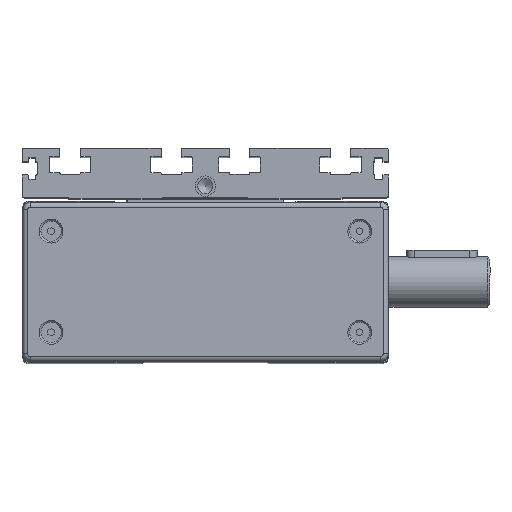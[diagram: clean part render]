
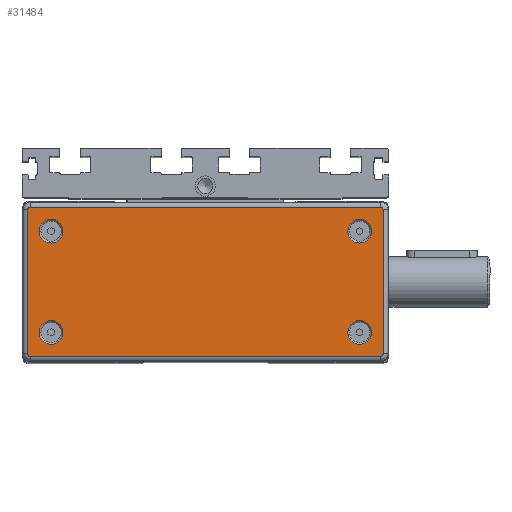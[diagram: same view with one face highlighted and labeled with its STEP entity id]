
A CAD part, top view. The second image highlights one B-rep face of the part: STEP entity #31484.
In plain terms, the highlighted planar face has unit normal (0, 0, 1).
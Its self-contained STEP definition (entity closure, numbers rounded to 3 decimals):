
#30750=CARTESIAN_POINT('',(462.51,-173.754,-67.607));
#30751=VERTEX_POINT('',#30750);
#30752=CARTESIAN_POINT('',(457.81,-173.754,-67.607));
#30753=DIRECTION('',(0.,0.,-1.0));
#30754=DIRECTION('',(1.0,0.,0.));
#30755=AXIS2_PLACEMENT_3D('',#30752,#30753,#30754);
#30756=CIRCLE('',#30755,4.7);
#30757=EDGE_CURVE('',#30751,#30751,#30756,.T.);
#30798=CARTESIAN_POINT('',(462.51,-213.754,-67.607));
#30799=VERTEX_POINT('',#30798);
#30800=CARTESIAN_POINT('',(457.81,-213.754,-67.607));
#30801=DIRECTION('',(0.,0.,-1.0));
#30802=DIRECTION('',(1.0,0.,0.));
#30803=AXIS2_PLACEMENT_3D('',#30800,#30801,#30802);
#30804=CIRCLE('',#30803,4.7);
#30805=EDGE_CURVE('',#30799,#30799,#30804,.T.);
#30846=CARTESIAN_POINT('',(340.51,-213.754,-67.607));
#30847=VERTEX_POINT('',#30846);
#30848=CARTESIAN_POINT('',(335.81,-213.754,-67.607));
#30849=DIRECTION('',(0.,0.,-1.0));
#30850=DIRECTION('',(1.0,0.,0.));
#30851=AXIS2_PLACEMENT_3D('',#30848,#30849,#30850);
#30852=CIRCLE('',#30851,4.7);
#30853=EDGE_CURVE('',#30847,#30847,#30852,.T.);
#30894=CARTESIAN_POINT('',(340.51,-173.754,-67.607));
#30895=VERTEX_POINT('',#30894);
#30896=CARTESIAN_POINT('',(335.81,-173.754,-67.607));
#30897=DIRECTION('',(0.,0.,-1.0));
#30898=DIRECTION('',(1.0,0.,0.));
#30899=AXIS2_PLACEMENT_3D('',#30896,#30897,#30898);
#30900=CIRCLE('',#30899,4.7);
#30901=EDGE_CURVE('',#30895,#30895,#30900,.T.);
#30992=CARTESIAN_POINT('',(466.06,-164.254,-67.607));
#30993=VERTEX_POINT('',#30992);
#31001=CARTESIAN_POINT('',(467.06,-165.254,-67.607));
#31002=VERTEX_POINT('',#31001);
#31003=CARTESIAN_POINT('',(466.06,-165.254,-67.607));
#31004=DIRECTION('',(0.,0.,-1.0));
#31005=DIRECTION('',(0.707,0.707,0.));
#31006=AXIS2_PLACEMENT_3D('',#31003,#31004,#31005);
#31007=CIRCLE('',#31006,1.);
#31008=EDGE_CURVE('',#30993,#31002,#31007,.T.);
#31034=CARTESIAN_POINT('',(467.06,-222.254,-67.607));
#31035=VERTEX_POINT('',#31034);
#31052=CARTESIAN_POINT('',(467.06,-165.254,-67.607));
#31053=DIRECTION('',(0.0,-1.0,0.0));
#31054=VECTOR('',#31053,57.);
#31055=LINE('',#31052,#31054);
#31056=EDGE_CURVE('',#31002,#31035,#31055,.T.);
#31114=CARTESIAN_POINT('',(466.06,-223.254,-67.607));
#31115=VERTEX_POINT('',#31114);
#31133=CARTESIAN_POINT('',(466.06,-222.254,-67.607));
#31134=DIRECTION('',(0.,0.,-1.0));
#31135=DIRECTION('',(0.707,-0.707,0.));
#31136=AXIS2_PLACEMENT_3D('',#31133,#31134,#31135);
#31137=CIRCLE('',#31136,1.);
#31138=EDGE_CURVE('',#31035,#31115,#31137,.T.);
#31148=CARTESIAN_POINT('',(327.56,-223.254,-67.607));
#31149=VERTEX_POINT('',#31148);
#31166=CARTESIAN_POINT('',(466.06,-223.254,-67.607));
#31167=DIRECTION('',(-1.0,0.,0.));
#31168=VECTOR('',#31167,138.5);
#31169=LINE('',#31166,#31168);
#31170=EDGE_CURVE('',#31115,#31149,#31169,.T.);
#31228=CARTESIAN_POINT('',(326.56,-222.254,-67.607));
#31229=VERTEX_POINT('',#31228);
#31247=CARTESIAN_POINT('',(327.56,-222.254,-67.607));
#31248=DIRECTION('',(0.,0.,-1.0));
#31249=DIRECTION('',(-0.707,-0.707,0.));
#31250=AXIS2_PLACEMENT_3D('',#31247,#31248,#31249);
#31251=CIRCLE('',#31250,1.);
#31252=EDGE_CURVE('',#31149,#31229,#31251,.T.);
#31262=CARTESIAN_POINT('',(326.56,-165.254,-67.607));
#31263=VERTEX_POINT('',#31262);
#31280=CARTESIAN_POINT('',(326.56,-222.254,-67.607));
#31281=DIRECTION('',(0.0,1.0,0.0));
#31282=VECTOR('',#31281,57.);
#31283=LINE('',#31280,#31282);
#31284=EDGE_CURVE('',#31229,#31263,#31283,.T.);
#31342=CARTESIAN_POINT('',(327.56,-164.254,-67.607));
#31343=VERTEX_POINT('',#31342);
#31361=CARTESIAN_POINT('',(327.56,-165.254,-67.607));
#31362=DIRECTION('',(0.,0.,-1.0));
#31363=DIRECTION('',(-0.707,0.707,0.));
#31364=AXIS2_PLACEMENT_3D('',#31361,#31362,#31363);
#31365=CIRCLE('',#31364,1.);
#31366=EDGE_CURVE('',#31263,#31343,#31365,.T.);
#31384=CARTESIAN_POINT('',(327.56,-164.254,-67.607));
#31385=DIRECTION('',(1.0,0.,0.));
#31386=VECTOR('',#31385,138.5);
#31387=LINE('',#31384,#31386);
#31388=EDGE_CURVE('',#31343,#30993,#31387,.T.);
#31457=CARTESIAN_POINT('',(396.81,-193.754,-67.607));
#31458=DIRECTION('',(0.,0.,1.0));
#31459=DIRECTION('',(1.0,0.,0.));
#31460=AXIS2_PLACEMENT_3D('',#31457,#31458,#31459);
#31461=PLANE('',#31460);
#31462=ORIENTED_EDGE('',*,*,#31008,.F.);
#31463=ORIENTED_EDGE('',*,*,#31388,.F.);
#31464=ORIENTED_EDGE('',*,*,#31366,.F.);
#31465=ORIENTED_EDGE('',*,*,#31284,.F.);
#31466=ORIENTED_EDGE('',*,*,#31252,.F.);
#31467=ORIENTED_EDGE('',*,*,#31170,.F.);
#31468=ORIENTED_EDGE('',*,*,#31138,.F.);
#31469=ORIENTED_EDGE('',*,*,#31056,.F.);
#31470=EDGE_LOOP('',(#31462,#31463,#31464,#31465,#31466,#31467,#31468,#31469));
#31471=FACE_OUTER_BOUND('',#31470,.T.);
#31472=ORIENTED_EDGE('',*,*,#30757,.T.);
#31473=EDGE_LOOP('',(#31472));
#31474=FACE_BOUND('',#31473,.T.);
#31475=ORIENTED_EDGE('',*,*,#30805,.T.);
#31476=EDGE_LOOP('',(#31475));
#31477=FACE_BOUND('',#31476,.T.);
#31478=ORIENTED_EDGE('',*,*,#30853,.T.);
#31479=EDGE_LOOP('',(#31478));
#31480=FACE_BOUND('',#31479,.T.);
#31481=ORIENTED_EDGE('',*,*,#30901,.T.);
#31482=EDGE_LOOP('',(#31481));
#31483=FACE_BOUND('',#31482,.T.);
#31484=ADVANCED_FACE('',(#31471,#31474,#31477,#31480,#31483),#31461,.T.);
